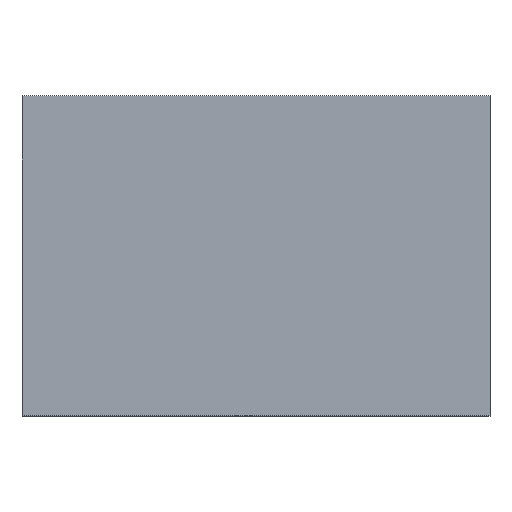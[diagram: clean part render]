
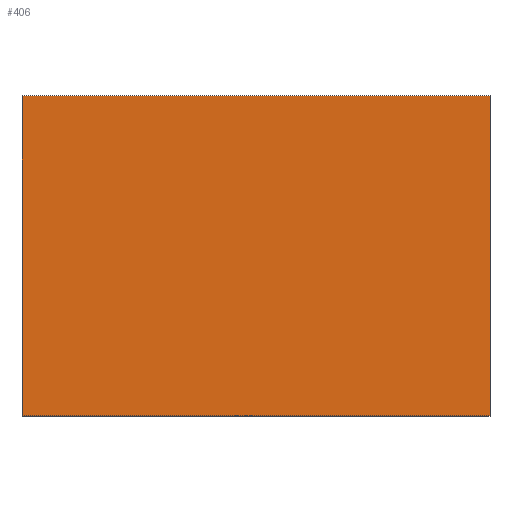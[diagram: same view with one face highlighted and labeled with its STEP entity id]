
A CAD part, top view. The second image highlights one B-rep face of the part: STEP entity #406.
In plain terms, the highlighted planar face has unit normal (0, 0, 1).
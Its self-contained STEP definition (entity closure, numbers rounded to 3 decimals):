
#24 = VERTEX_POINT('',#25);
#25 = CARTESIAN_POINT('',(0.,0.,8.5));
#31 = EDGE_CURVE('',#24,#32,#34,.T.);
#32 = VERTEX_POINT('',#33);
#33 = CARTESIAN_POINT('',(23.4,0.,8.5));
#34 = LINE('',#35,#36);
#35 = CARTESIAN_POINT('',(0.,0.,8.5));
#36 = VECTOR('',#37,1.);
#37 = DIRECTION('',(1.,0.,0.));
#96 = VERTEX_POINT('',#97);
#97 = CARTESIAN_POINT('',(0.,-16.,8.5));
#103 = EDGE_CURVE('',#96,#24,#104,.T.);
#104 = LINE('',#105,#106);
#105 = CARTESIAN_POINT('',(0.,-16.,8.5));
#106 = VECTOR('',#107,1.);
#107 = DIRECTION('',(0.,1.,0.));
#125 = EDGE_CURVE('',#32,#126,#128,.T.);
#126 = VERTEX_POINT('',#127);
#127 = CARTESIAN_POINT('',(23.4,-16.,8.5));
#128 = LINE('',#129,#130);
#129 = CARTESIAN_POINT('',(23.4,0.,8.5));
#130 = VECTOR('',#131,1.);
#131 = DIRECTION('',(0.,-1.,0.));
#406 = ADVANCED_FACE('',(#407),#418,.F.);
#407 = FACE_BOUND('',#408,.F.);
#408 = EDGE_LOOP('',(#409,#410,#411,#417));
#409 = ORIENTED_EDGE('',*,*,#31,.T.);
#410 = ORIENTED_EDGE('',*,*,#125,.T.);
#411 = ORIENTED_EDGE('',*,*,#412,.T.);
#412 = EDGE_CURVE('',#126,#96,#413,.T.);
#413 = LINE('',#414,#415);
#414 = CARTESIAN_POINT('',(23.4,-16.,8.5));
#415 = VECTOR('',#416,1.);
#416 = DIRECTION('',(-1.,0.,0.));
#417 = ORIENTED_EDGE('',*,*,#103,.T.);
#418 = PLANE('',#419);
#419 = AXIS2_PLACEMENT_3D('',#420,#421,#422);
#420 = CARTESIAN_POINT('',(11.7,-8.,8.5));
#421 = DIRECTION('',(-0.,-0.,-1.));
#422 = DIRECTION('',(-1.,0.,0.));
